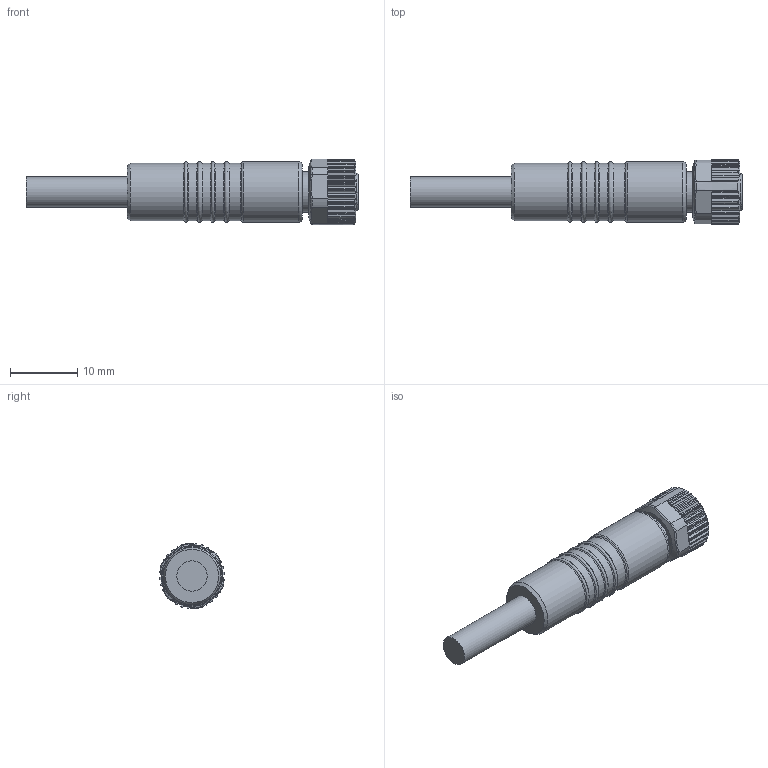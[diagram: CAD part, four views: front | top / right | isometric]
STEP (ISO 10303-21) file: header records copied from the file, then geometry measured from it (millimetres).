
FILE_DESCRIPTION(('FreeCAD Model'),'2;1');
FILE_NAME('C-FS4TZ-T66X.stp','2017-11-21T14:20:19',('CM'),( 'HTM Sensors'),'Open CASCADE STEP processor 6.8','FreeCAD','Unknown' );
FILE_SCHEMA(('CONFIG_CONTROL_DESIGN','SHAPE_APPEARANCE_LAYER_MIM'));
Length unit declared in the file: millimetre
Products named in the file (2): ASSEMBLY; C-FS4TZ-T66X
Assembly tree (1 placements, depth 2):
  ASSEMBLY
    C-FS4TZ-T66X
Bounding box: 49.31 x 9.67 x 9.69 mm (x, y, z)
Volume: 2211.8 mm3; surface area: 1681.2 mm2
Topology: 1 solids, 1 shells, 431 faces, 1146 edges, 739 vertices
Faces by surface type: cylinder 204, plane 141, bspline 32, cone 29, torus 25
Full cylindrical faces by diameter (mm): 1.1 x4, 1.6 x4, 4.5 x1, 6 x1, 6.85 x1, 7.1 x1, 8.4 x1, 8.5 x5, 9 x1
Entity records: 61243 total; most frequent: CARTESIAN_POINT 41742, DIRECTION 2678, ORIENTED_EDGE 2288, PCURVE 2288, DEFINITIONAL_REPRESENTATION 2288, B_SPLINE_CURVE_WITH_KNOTS 1748, EDGE_CURVE 1144, SURFACE_CURVE 1101
